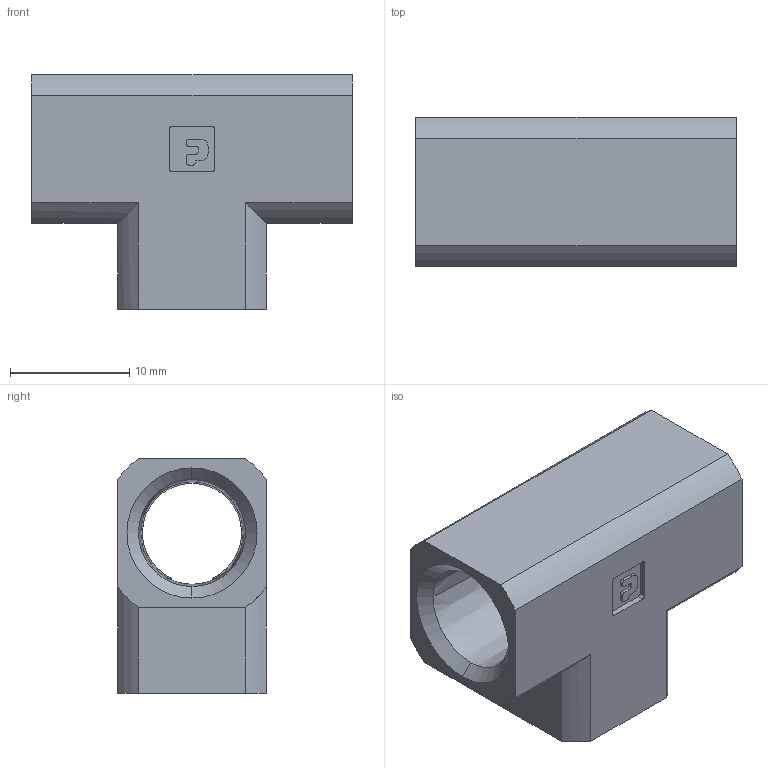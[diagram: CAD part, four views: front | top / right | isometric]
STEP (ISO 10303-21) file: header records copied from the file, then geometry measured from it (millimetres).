
FILE_DESCRIPTION (( 'STEP AP214' ), '1' );
FILE_NAME ('UnionTee.step', '2018-12-19T16:09:49', ( '' ), ( '' ), 'SwSTEP 2.0', 'SolidWorks 2018', '' );
FILE_SCHEMA (( 'AUTOMOTIVE_DESIGN' ));
Length unit declared in the file: inch
Products named in the file (1): UnionTee
Bounding box: 26.92 x 12.5 x 19.71 mm (x, y, z)
Volume: 2949.5 mm3; surface area: 2634.1 mm2
Topology: 1 solids, 1 shells, 75 faces, 205 edges, 133 vertices
Faces by surface type: cylinder 33, plane 30, cone 12
Entity records: 2440 total; most frequent: CARTESIAN_POINT 450, DIRECTION 426, ORIENTED_EDGE 410, EDGE_CURVE 205, AXIS2_PLACEMENT_3D 157, VERTEX_POINT 133, VECTOR 112, LINE 112
